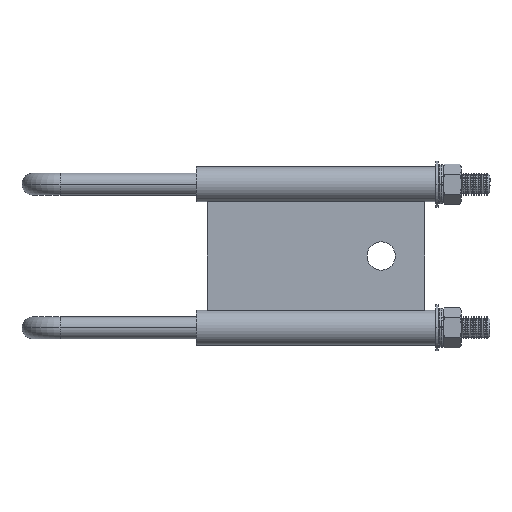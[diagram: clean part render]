
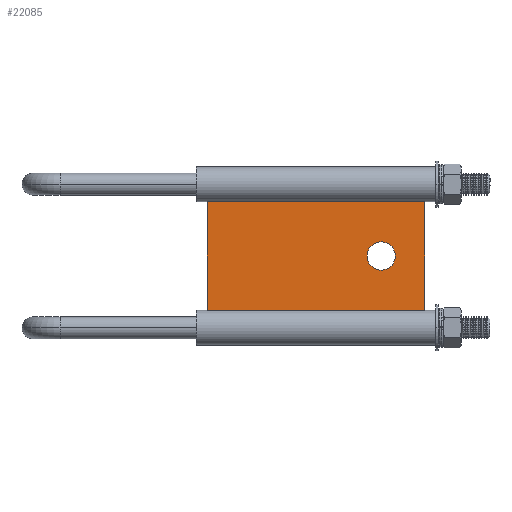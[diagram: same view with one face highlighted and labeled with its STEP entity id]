
A CAD part, front view. The second image highlights one B-rep face of the part: STEP entity #22085.
In plain terms, the highlighted planar face has unit normal (0, -1, 0).
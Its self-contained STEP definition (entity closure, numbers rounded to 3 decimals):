
#42 = AXIS2_PLACEMENT_3D ( 'NONE', #23518, #13850, #2058 ) ;
#141 = ORIENTED_EDGE ( 'NONE', *, *, #23663, .F. ) ;
#340 = ORIENTED_EDGE ( 'NONE', *, *, #16377, .F. ) ;
#372 = LINE ( 'NONE', #20133, #9250 ) ;
#1230 = DIRECTION ( 'NONE',  ( 0., -1., 0. ) ) ;
#1741 = VERTEX_POINT ( 'NONE', #15554 ) ;
#2030 = CARTESIAN_POINT ( 'NONE',  ( 50., -3., 25. ) ) ;
#2058 = DIRECTION ( 'NONE',  ( 0., 0., -1. ) ) ;
#2971 = DIRECTION ( 'NONE',  ( 1., 0., 0. ) ) ;
#3434 = LINE ( 'NONE', #3466, #13218 ) ;
#3466 = CARTESIAN_POINT ( 'NONE',  ( -50., -3., -25. ) ) ;
#4255 = DIRECTION ( 'NONE',  ( 0., 0., -1. ) ) ;
#5172 = VERTEX_POINT ( 'NONE', #24244 ) ;
#5351 = DIRECTION ( 'NONE',  ( -1., 0., 0. ) ) ;
#6068 = EDGE_LOOP ( 'NONE', ( #340, #14607, #12075, #141 ) ) ;
#6161 = VERTEX_POINT ( 'NONE', #2030 ) ;
#6262 = LINE ( 'NONE', #19640, #16687 ) ;
#7148 = EDGE_LOOP ( 'NONE', ( #17394, #13435 ) ) ;
#7241 = CARTESIAN_POINT ( 'NONE',  ( 30., -3., 0. ) ) ;
#9250 = VECTOR ( 'NONE', #4255, 1000. ) ;
#9428 = VECTOR ( 'NONE', #2971, 1000. ) ;
#10080 = AXIS2_PLACEMENT_3D ( 'NONE', #7241, #1230, #13195 ) ;
#11112 = CARTESIAN_POINT ( 'NONE',  ( 50., -3., -25. ) ) ;
#11172 = EDGE_CURVE ( 'NONE', #6161, #22491, #372, .T. ) ;
#11596 = EDGE_CURVE ( 'NONE', #1741, #5172, #19661, .T. ) ;
#11854 = DIRECTION ( 'NONE',  ( 0., -1., 0. ) ) ;
#12075 = ORIENTED_EDGE ( 'NONE', *, *, #11172, .F. ) ;
#12245 = VERTEX_POINT ( 'NONE', #17181 ) ;
#12497 = LINE ( 'NONE', #14682, #9428 ) ;
#13195 = DIRECTION ( 'NONE',  ( 0., 0., -1. ) ) ;
#13218 = VECTOR ( 'NONE', #5351, 1000. ) ;
#13346 = CARTESIAN_POINT ( 'NONE',  ( -50., -3., -25. ) ) ;
#13418 = VERTEX_POINT ( 'NONE', #13346 ) ;
#13435 = ORIENTED_EDGE ( 'NONE', *, *, #23666, .F. ) ;
#13513 = PLANE ( 'NONE',  #42 ) ;
#13850 = DIRECTION ( 'NONE',  ( 0., -1., 0. ) ) ;
#14462 = AXIS2_PLACEMENT_3D ( 'NONE', #23628, #11854, #25435 ) ;
#14607 = ORIENTED_EDGE ( 'NONE', *, *, #18429, .F. ) ;
#14682 = CARTESIAN_POINT ( 'NONE',  ( -50., -3., 25. ) ) ;
#15224 = FACE_OUTER_BOUND ( 'NONE', #6068, .T. ) ;
#15554 = CARTESIAN_POINT ( 'NONE',  ( 30., -3., 6.5 ) ) ;
#15846 = FACE_BOUND ( 'NONE', #7148, .T. ) ;
#16377 = EDGE_CURVE ( 'NONE', #13418, #12245, #6262, .T. ) ;
#16687 = VECTOR ( 'NONE', #17659, 1000. ) ;
#17181 = CARTESIAN_POINT ( 'NONE',  ( -50., -3., 25. ) ) ;
#17394 = ORIENTED_EDGE ( 'NONE', *, *, #11596, .F. ) ;
#17659 = DIRECTION ( 'NONE',  ( 0., 0., 1. ) ) ;
#18429 = EDGE_CURVE ( 'NONE', #22491, #13418, #3434, .T. ) ;
#19640 = CARTESIAN_POINT ( 'NONE',  ( -50., -3., 25. ) ) ;
#19661 = CIRCLE ( 'NONE', #14462, 6.5 ) ;
#20133 = CARTESIAN_POINT ( 'NONE',  ( 50., -3., 25. ) ) ;
#22085 = ADVANCED_FACE ( 'NONE', ( #15846, #15224 ), #13513, .T. ) ;
#22491 = VERTEX_POINT ( 'NONE', #11112 ) ;
#23518 = CARTESIAN_POINT ( 'NONE',  ( -50., -3., -25. ) ) ;
#23628 = CARTESIAN_POINT ( 'NONE',  ( 30., -3., 0. ) ) ;
#23663 = EDGE_CURVE ( 'NONE', #12245, #6161, #12497, .T. ) ;
#23666 = EDGE_CURVE ( 'NONE', #5172, #1741, #23864, .T. ) ;
#23864 = CIRCLE ( 'NONE', #10080, 6.5 ) ;
#24244 = CARTESIAN_POINT ( 'NONE',  ( 30., -3., -6.5 ) ) ;
#25435 = DIRECTION ( 'NONE',  ( 0., 0., -1. ) ) ;
